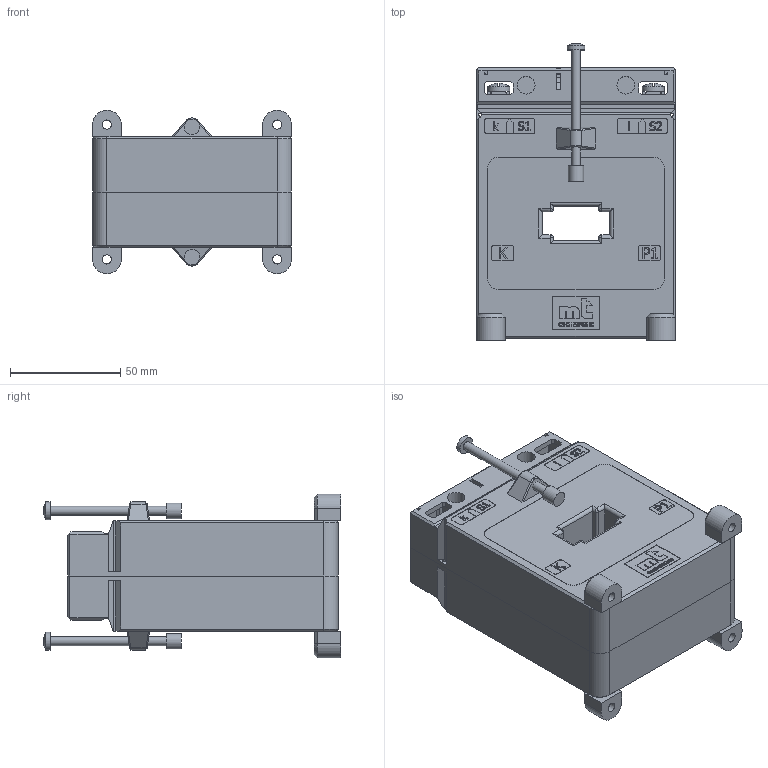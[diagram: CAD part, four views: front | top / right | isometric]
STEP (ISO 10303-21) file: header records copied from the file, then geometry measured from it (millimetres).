
FILE_DESCRIPTION(/* description */ (''),/* implementation_level */ '2;1');
FILE_NAME(/* name */ 'CLB 3.92.step',/* time_stamp */ '2024-10-25T09:32:31+02:00',/* author */ ('peter'),/* organization */ (''),/* preprocessor_version */ 'ST-DEVELOPER v20',/* originating_system */ 'Autodesk Inventor 2025',/* authorisation */ '');
FILE_SCHEMA (('AUTOMOTIVE_DESIGN { 1 0 10303 214 3 1 1 }'));
Length unit declared in the file: millimetre
Products named in the file (11): Current transformer CLB 3.92; Front plastic case CLB 3.92; Back plastic case CLB 3.92; Tape label CLB 3.92; Secondary terminal 28 CLB; Secondary terminal cover 37B CLB; Plastic mounting foot; Rivet 20; Insulating cap; Screw M5x8; Screw 4x60
Assembly tree (23 placements, depth 2):
  Current transformer CLB 3.92
    Front plastic case CLB 3.92
    Back plastic case CLB 3.92
    Tape label CLB 3.92
    Secondary terminal 28 CLB  x2
    Secondary terminal cover 37B CLB  x2
    Plastic mounting foot  x4
    Rivet 20  x4
    Insulating cap  x2
    Screw M5x8  x4
    Screw 4x60  x2
Bounding box: 90 x 134.47 x 74 mm (x, y, z)
Volume: 496888.4 mm3; surface area: 92033.5 mm2
Topology: 23 solids, 27 shells, 1793 faces, 4797 edges, 3148 vertices
Faces by surface type: plane 1106, bspline 385, cylinder 246, cone 38, sphere 10, torus 8
Full cylindrical faces by diameter (mm): 1.5 x4, 2.4 x4, 2.95 x2, 3 x6, 3.5 x2, 4 x8, 4.1 x4, 4.134 x4, 4.2 x4, 4.5 x4, 5 x8, 7 x2, 8 x18, 9 x4, 10 x4
Entity records: 49953 total; most frequent: CARTESIAN_POINT 13716, ORIENTED_EDGE 8142, DIRECTION 5950, EDGE_CURVE 4071, LINE 2896, VECTOR 2896, VERTEX_POINT 2679, EDGE_LOOP 1642
